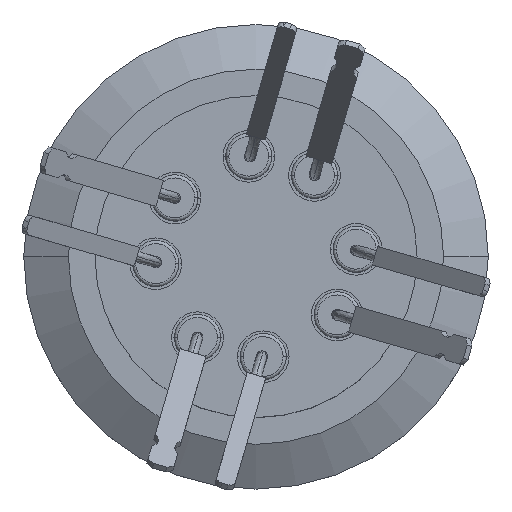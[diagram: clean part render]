
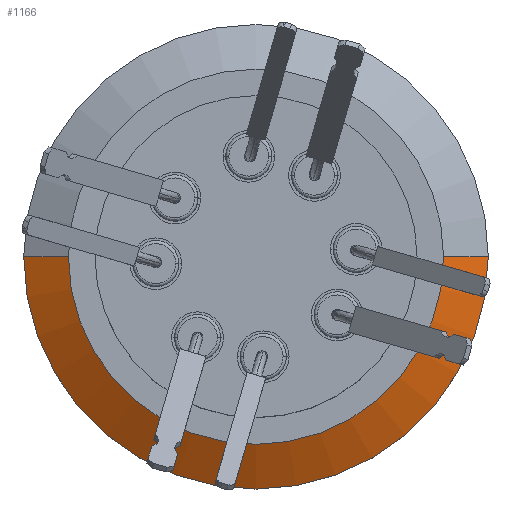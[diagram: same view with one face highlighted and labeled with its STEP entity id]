
A CAD part, top view. The second image highlights one B-rep face of the part: STEP entity #1166.
In plain terms, the highlighted conical face has half-angle 60 degrees and reference radius 27.432 mm.
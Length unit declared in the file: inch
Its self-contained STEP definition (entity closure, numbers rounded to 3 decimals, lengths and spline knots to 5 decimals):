
#649 = LINE ( 'NONE', #4996, #8222 ) ;
#757 = CARTESIAN_POINT ( 'NONE',  ( 0.89207, 0.05453, 0.12557 ) ) ;
#1124 = CARTESIAN_POINT ( 'NONE',  ( -1.06008, 0.05453, 0.00557 ) ) ;
#1166 = ADVANCED_FACE ( 'NONE', ( #14625 ), #2399, .T. ) ;
#2399 = CONICAL_SURFACE ( 'NONE', #5088, 1.08, 1.047 ) ;
#2703 = AXIS2_PLACEMENT_3D ( 'NONE', #5795, #15679, #7205 ) ;
#3672 = EDGE_CURVE ( 'NONE', #16282, #16967, #8125, .T. ) ;
#4133 = VERTEX_POINT ( 'NONE', #17513 ) ;
#4380 = VERTEX_POINT ( 'NONE', #1124 ) ;
#4996 = CARTESIAN_POINT ( 'NONE',  ( -1.06008, 0.05453, 0.00557 ) ) ;
#5003 = AXIS2_PLACEMENT_3D ( 'NONE', #14844, #6365, #16271 ) ;
#5088 = AXIS2_PLACEMENT_3D ( 'NONE', #7219, #10089, #8664 ) ;
#5527 = CARTESIAN_POINT ( 'NONE',  ( 1.09992, 0.05453, 0.00557 ) ) ;
#5795 = CARTESIAN_POINT ( 'NONE',  ( 0.01992, 0.05453, 0.00557 ) ) ;
#6365 = DIRECTION ( 'NONE',  ( 0., 0., -1. ) ) ;
#7205 = DIRECTION ( 'NONE',  ( -1., 0., 0. ) ) ;
#7219 = CARTESIAN_POINT ( 'NONE',  ( 0.01992, 0.05453, 0.00557 ) ) ;
#8125 = CIRCLE ( 'NONE', #5003, 0.87215 ) ;
#8222 = VECTOR ( 'NONE', #9305, 39.37008 ) ;
#8664 = DIRECTION ( 'NONE',  ( -1., 0., 0. ) ) ;
#8955 = EDGE_LOOP ( 'NONE', ( #16183, #9482, #9985, #15116 ) ) ;
#9305 = DIRECTION ( 'NONE',  ( -0.866, 0., -0.5 ) ) ;
#9482 = ORIENTED_EDGE ( 'NONE', *, *, #3672, .T. ) ;
#9824 = DIRECTION ( 'NONE',  ( 0.866, 0., -0.5 ) ) ;
#9985 = ORIENTED_EDGE ( 'NONE', *, *, #14143, .T. ) ;
#10089 = DIRECTION ( 'NONE',  ( 0., 0., -1. ) ) ;
#11003 = VECTOR ( 'NONE', #9824, 39.37008 ) ;
#13310 = EDGE_CURVE ( 'NONE', #4133, #4380, #17333, .T. ) ;
#14143 = EDGE_CURVE ( 'NONE', #16967, #4380, #649, .T. ) ;
#14625 = FACE_OUTER_BOUND ( 'NONE', #8955, .T. ) ;
#14737 = LINE ( 'NONE', #5527, #11003 ) ;
#14844 = CARTESIAN_POINT ( 'NONE',  ( 0.01992, 0.05453, 0.12557 ) ) ;
#15116 = ORIENTED_EDGE ( 'NONE', *, *, #13310, .F. ) ;
#15679 = DIRECTION ( 'NONE',  ( 0., 0., -1. ) ) ;
#16183 = ORIENTED_EDGE ( 'NONE', *, *, #18377, .F. ) ;
#16271 = DIRECTION ( 'NONE',  ( -1., 0., 0. ) ) ;
#16282 = VERTEX_POINT ( 'NONE', #757 ) ;
#16967 = VERTEX_POINT ( 'NONE', #18383 ) ;
#17333 = CIRCLE ( 'NONE', #2703, 1.08 ) ;
#17513 = CARTESIAN_POINT ( 'NONE',  ( 1.09992, 0.05453, 0.00557 ) ) ;
#18377 = EDGE_CURVE ( 'NONE', #16282, #4133, #14737, .T. ) ;
#18383 = CARTESIAN_POINT ( 'NONE',  ( -0.85224, 0.05453, 0.12557 ) ) ;
